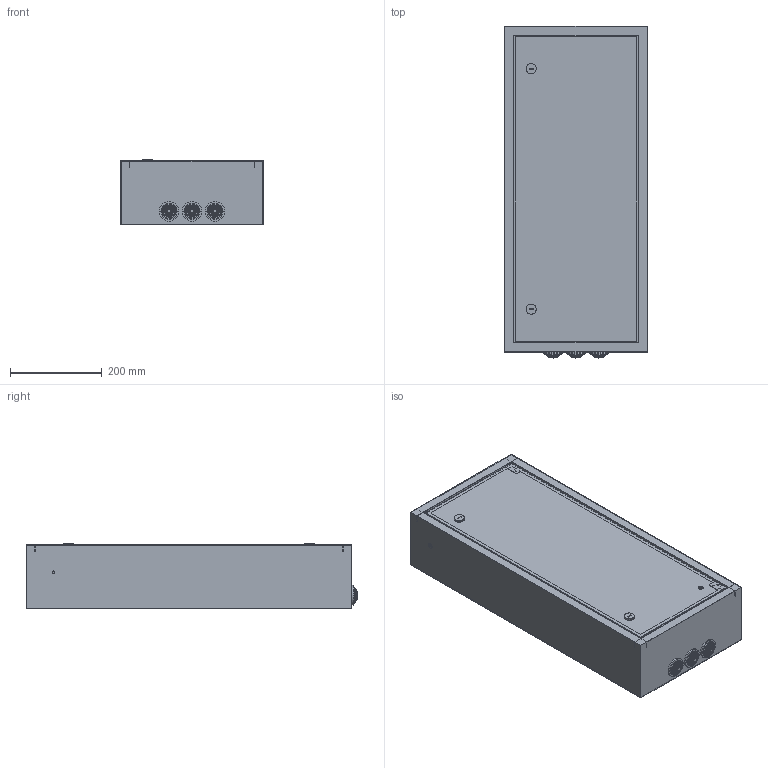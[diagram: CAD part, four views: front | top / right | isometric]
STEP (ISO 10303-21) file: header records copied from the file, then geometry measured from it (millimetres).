
FILE_DESCRIPTION (( 'STEP AP214' ), '1' );
FILE_NAME ('ÊÈÂÀ 223.00.00-03ÑÁ óïðîù.STEP', '2024-10-02T10:23:07', ( '' ), ( '' ), 'SwSTEP 2.0', 'SolidWorks 2022', '' );
FILE_SCHEMA (( 'AUTOMOTIVE_DESIGN' ));
Length unit declared in the file: millimetre
Products named in the file (1): КИВА 223.00.00-03СБ упрощ
Bounding box: 310 x 723.01 x 143.5 mm (x, y, z)
Volume: 2499710.6 mm3; surface area: 2371614.5 mm2
Topology: 28 solids, 42 shells, 2946 faces, 7883 edges, 5204 vertices
Faces by surface type: plane 1956, cylinder 714, cone 124, bspline 70, sphere 50, torus 32
Entity records: 131082 total; most frequent: CARTESIAN_POINT 24110, ORIENTED_EDGE 15742, DIRECTION 14755, EDGE_CURVE 7871, VECTOR 5597, LINE 5597, VERTEX_POINT 5202, AXIS2_PLACEMENT_3D 4579
